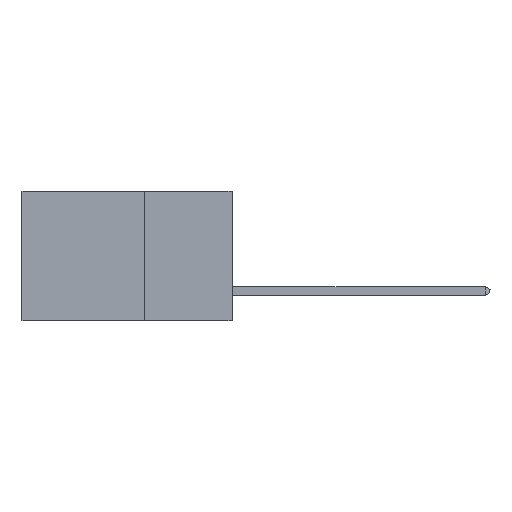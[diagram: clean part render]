
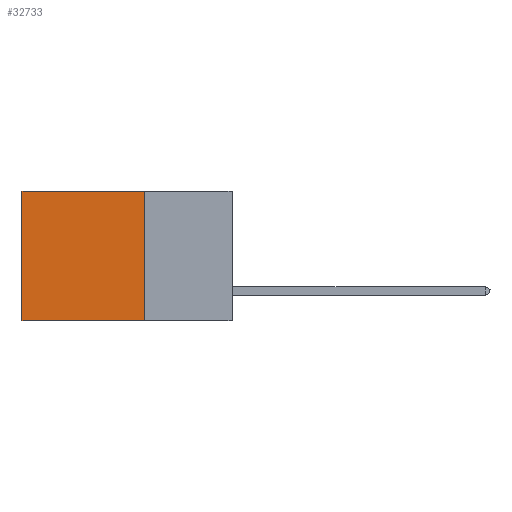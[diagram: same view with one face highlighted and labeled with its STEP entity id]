
A CAD part, left-side view. The second image highlights one B-rep face of the part: STEP entity #32733.
In plain terms, the highlighted planar face has unit normal (-1, 0, 0).
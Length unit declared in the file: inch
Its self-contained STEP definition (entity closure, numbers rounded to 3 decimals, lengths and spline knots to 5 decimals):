
#541 = EDGE_CURVE ( 'NONE', #25816, #47406, #18883, .T. ) ;
#2016 = EDGE_CURVE ( 'NONE', #4673, #17298, #14575, .T. ) ;
#4673 = VERTEX_POINT ( 'NONE', #34594 ) ;
#5039 = DIRECTION ( 'NONE',  ( 0., 1., 0. ) ) ;
#5724 = EDGE_CURVE ( 'NONE', #47406, #17298, #23335, .T. ) ;
#8489 = CARTESIAN_POINT ( 'NONE',  ( 0.2875, 0.25, 0. ) ) ;
#9346 = DIRECTION ( 'NONE',  ( 1., 0., 0. ) ) ;
#9862 = DIRECTION ( 'NONE',  ( 0., 0., -1. ) ) ;
#11901 = FACE_OUTER_BOUND ( 'NONE', #44447, .T. ) ;
#12236 = CARTESIAN_POINT ( 'NONE',  ( 0.2875, 0.25, 0. ) ) ;
#12284 = AXIS2_PLACEMENT_3D ( 'NONE', #13132, #9346, #12811 ) ;
#12403 = DIRECTION ( 'NONE',  ( 0., 0., -1. ) ) ;
#12578 = CARTESIAN_POINT ( 'NONE',  ( 0.2875, 0.25, -0.37 ) ) ;
#12811 = DIRECTION ( 'NONE',  ( 0., 0., -1. ) ) ;
#13132 = CARTESIAN_POINT ( 'NONE',  ( 0.2875, 0.25, 0. ) ) ;
#14575 = LINE ( 'NONE', #12578, #25157 ) ;
#15748 = CARTESIAN_POINT ( 'NONE',  ( 0.2875, 0.6, -0.37 ) ) ;
#17130 = LINE ( 'NONE', #12236, #21852 ) ;
#17298 = VERTEX_POINT ( 'NONE', #15748 ) ;
#18580 = ORIENTED_EDGE ( 'NONE', *, *, #40222, .F. ) ;
#18883 = LINE ( 'NONE', #8489, #41750 ) ;
#21852 = VECTOR ( 'NONE', #12403, 39.37008 ) ;
#22219 = ORIENTED_EDGE ( 'NONE', *, *, #2016, .F. ) ;
#23235 = CARTESIAN_POINT ( 'NONE',  ( 0.2875, 0.6, 0. ) ) ;
#23335 = LINE ( 'NONE', #28595, #45652 ) ;
#25157 = VECTOR ( 'NONE', #42297, 39.37008 ) ;
#25816 = VERTEX_POINT ( 'NONE', #40385 ) ;
#28075 = PLANE ( 'NONE',  #12284 ) ;
#28595 = CARTESIAN_POINT ( 'NONE',  ( 0.2875, 0.6, 0. ) ) ;
#32733 = ADVANCED_FACE ( 'NONE', ( #11901 ), #28075, .F. ) ;
#34594 = CARTESIAN_POINT ( 'NONE',  ( 0.2875, 0.25, -0.37 ) ) ;
#39053 = ORIENTED_EDGE ( 'NONE', *, *, #5724, .T. ) ;
#40222 = EDGE_CURVE ( 'NONE', #25816, #4673, #17130, .T. ) ;
#40385 = CARTESIAN_POINT ( 'NONE',  ( 0.2875, 0.25, 0. ) ) ;
#40782 = ORIENTED_EDGE ( 'NONE', *, *, #541, .T. ) ;
#41750 = VECTOR ( 'NONE', #5039, 39.37008 ) ;
#42297 = DIRECTION ( 'NONE',  ( 0., 1., 0. ) ) ;
#44447 = EDGE_LOOP ( 'NONE', ( #39053, #22219, #18580, #40782 ) ) ;
#45652 = VECTOR ( 'NONE', #9862, 39.37008 ) ;
#47406 = VERTEX_POINT ( 'NONE', #23235 ) ;
